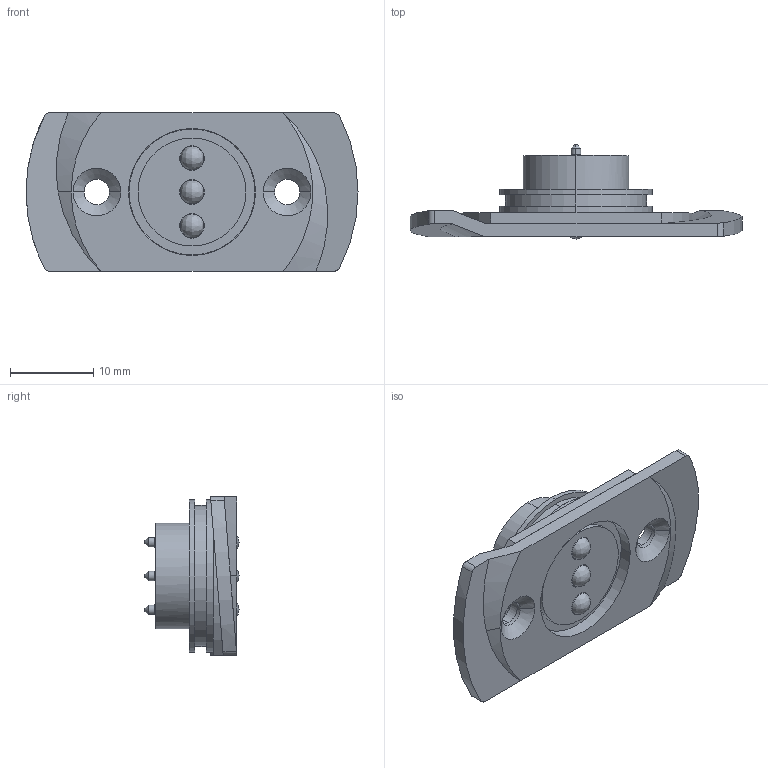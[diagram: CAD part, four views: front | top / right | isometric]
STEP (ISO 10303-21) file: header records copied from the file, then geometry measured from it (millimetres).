
FILE_DESCRIPTION (( 'STEP AP214' ), '1' );
FILE_NAME ('MBITR_BATT_CONN_ASM.STEP', '2018-05-31T15:23:58', ( 'IT' ), ( 'Thales Communications, Inc.' ), 'SwSTEP 2.0', 'SolidWorks 2017', '' );
FILE_SCHEMA (( 'AUTOMOTIVE_DESIGN' ));
Length unit declared in the file: inch
Products named in the file (9): 3101360-501_ASM; 3400525; 81425; 3400978; 2600146; 3400977; 81309; 3400964; MBITR_BATT_CONN_ASM
Assembly tree (16 placements, depth 3):
  MBITR_BATT_CONN_ASM
    3101360-501_ASM
      3400964
      81309
      3400977  x3
      2600146  x3
      3400978  x3
      81425  x3
      3400525
Bounding box: 39.88 x 11.3 x 19.05 mm (x, y, z)
Volume: 2359.7 mm3; surface area: 4533.9 mm2
Topology: 15 solids, 15 shells, 359 faces, 855 edges, 549 vertices
Faces by surface type: cylinder 127, bspline 85, plane 67, cone 56, torus 24
Entity records: 13685 total; most frequent: CARTESIAN_POINT 5883, DIRECTION 1237, ORIENTED_EDGE 1122, EDGE_CURVE 561, AXIS2_PLACEMENT_3D 546, VERTEX_POINT 359, CIRCLE 334, EDGE_LOOP 274
